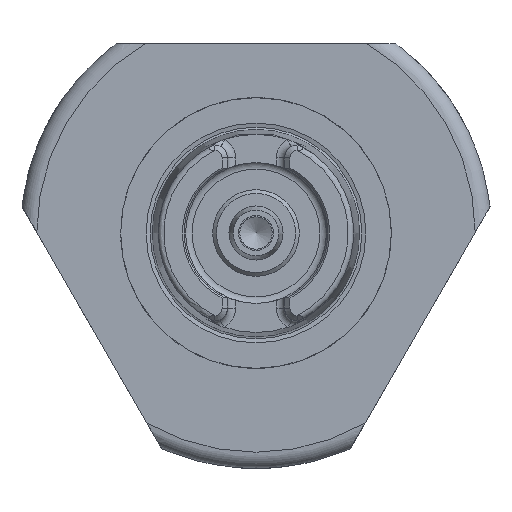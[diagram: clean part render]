
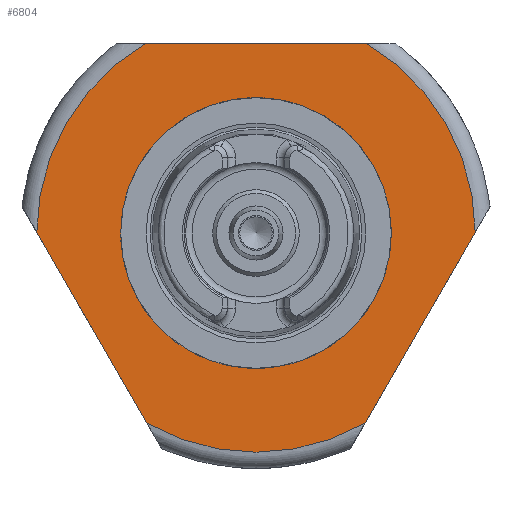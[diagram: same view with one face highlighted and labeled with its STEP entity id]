
A CAD part, left-side view. The second image highlights one B-rep face of the part: STEP entity #6804.
In plain terms, the highlighted planar face has unit normal (-1, 0, 0).
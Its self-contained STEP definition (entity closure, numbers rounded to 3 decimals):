
#4969=CARTESIAN_POINT('',(31.,-40.5,0.148));
#4970=VERTEX_POINT('',#4969);
#4986=CARTESIAN_POINT('',(31.,-20.122,-35.148));
#4987=VERTEX_POINT('',#4986);
#4988=CARTESIAN_POINT('',(31.,-20.122,-35.148));
#4989=DIRECTION('',(0.0,-0.5,0.866));
#4990=VECTOR('',#4989,40.755);
#4991=LINE('',#4988,#4990);
#4992=EDGE_CURVE('',#4987,#4970,#4991,.T.);
#5643=CARTESIAN_POINT('',(31.,20.122,-35.148));
#5644=VERTEX_POINT('',#5643);
#5660=CARTESIAN_POINT('',(31.,40.5,0.148));
#5661=VERTEX_POINT('',#5660);
#5662=CARTESIAN_POINT('',(31.,40.5,0.148));
#5663=DIRECTION('',(0.0,-0.5,-0.866));
#5664=VECTOR('',#5663,40.755);
#5665=LINE('',#5662,#5664);
#5666=EDGE_CURVE('',#5661,#5644,#5665,.T.);
#6128=CARTESIAN_POINT('',(31.,20.378,35.));
#6129=VERTEX_POINT('',#6128);
#6130=CARTESIAN_POINT('',(31.,0.0,0.0));
#6131=DIRECTION('',(-1.0,0.0,0.0));
#6132=DIRECTION('',(0.0,-1.0,0.0));
#6133=AXIS2_PLACEMENT_3D('',#6130,#6131,#6132);
#6134=CIRCLE('',#6133,40.5);
#6135=EDGE_CURVE('',#6129,#5661,#6134,.T.);
#6162=CARTESIAN_POINT('',(31.,0.0,0.0));
#6163=DIRECTION('',(-1.0,0.0,0.0));
#6164=DIRECTION('',(0.0,-1.0,0.0));
#6165=AXIS2_PLACEMENT_3D('',#6162,#6163,#6164);
#6166=CIRCLE('',#6165,40.5);
#6167=EDGE_CURVE('',#5644,#4987,#6166,.T.);
#6627=CARTESIAN_POINT('',(31.,-20.378,35.));
#6628=VERTEX_POINT('',#6627);
#6629=CARTESIAN_POINT('',(31.,-20.378,35.));
#6630=DIRECTION('',(0.0,1.0,0.0));
#6631=VECTOR('',#6630,40.755);
#6632=LINE('',#6629,#6631);
#6633=EDGE_CURVE('',#6628,#6129,#6632,.T.);
#6774=CARTESIAN_POINT('',(31.,-32.5,0.0));
#6775=DIRECTION('',(-1.0,0.0,0.0));
#6776=DIRECTION('',(0.0,0.0,1.0));
#6777=AXIS2_PLACEMENT_3D('',#6774,#6775,#6776);
#6778=PLANE('',#6777);
#6779=ORIENTED_EDGE('',*,*,#4992,.T.);
#6780=CARTESIAN_POINT('',(31.,0.0,0.0));
#6781=DIRECTION('',(-1.0,0.0,0.0));
#6782=DIRECTION('',(0.0,-1.0,0.0));
#6783=AXIS2_PLACEMENT_3D('',#6780,#6781,#6782);
#6784=CIRCLE('',#6783,40.5);
#6785=EDGE_CURVE('',#4970,#6628,#6784,.T.);
#6786=ORIENTED_EDGE('',*,*,#6785,.T.);
#6787=ORIENTED_EDGE('',*,*,#6633,.T.);
#6788=ORIENTED_EDGE('',*,*,#6135,.T.);
#6789=ORIENTED_EDGE('',*,*,#5666,.T.);
#6790=ORIENTED_EDGE('',*,*,#6167,.T.);
#6791=EDGE_LOOP('',(#6779,#6786,#6787,#6788,#6789,#6790));
#6792=FACE_OUTER_BOUND('',#6791,.T.);
#6793=CARTESIAN_POINT('',(31.,-24.5,0.0));
#6794=VERTEX_POINT('',#6793);
#6795=CARTESIAN_POINT('',(31.,0.0,0.0));
#6796=DIRECTION('',(-1.0,0.0,0.0));
#6797=DIRECTION('',(0.0,-1.0,0.0));
#6798=AXIS2_PLACEMENT_3D('',#6795,#6796,#6797);
#6799=CIRCLE('',#6798,24.5);
#6800=EDGE_CURVE('',#6794,#6794,#6799,.T.);
#6801=ORIENTED_EDGE('',*,*,#6800,.F.);
#6802=EDGE_LOOP('',(#6801));
#6803=FACE_BOUND('',#6802,.T.);
#6804=ADVANCED_FACE('',(#6792,#6803),#6778,.T.);
